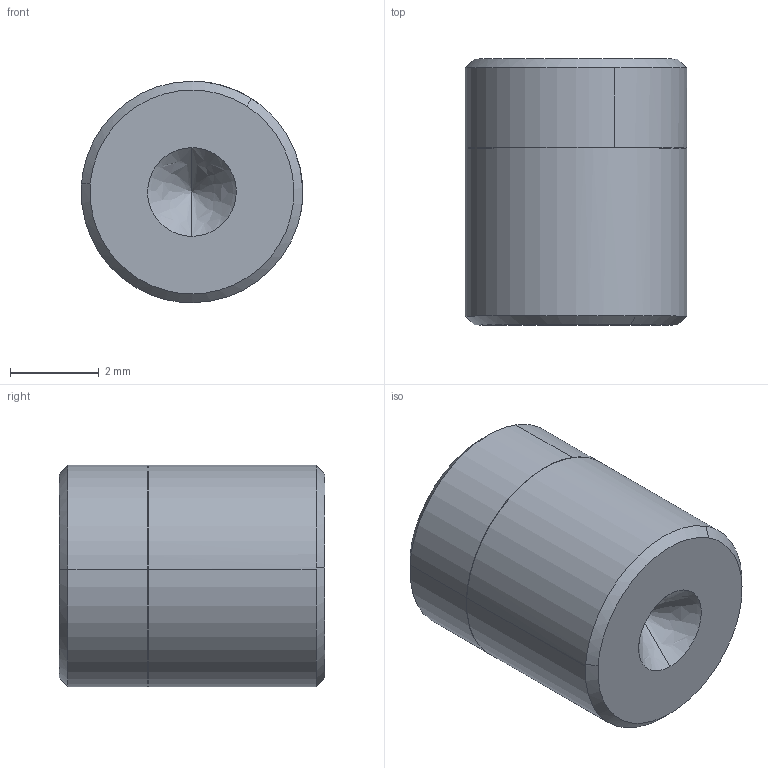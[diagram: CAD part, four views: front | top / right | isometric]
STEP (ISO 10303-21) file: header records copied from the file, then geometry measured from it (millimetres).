
FILE_DESCRIPTION((''),'2;1');
FILE_NAME('','2005-07-15T10:19:10',(''),(''),'','CADfix','');
FILE_SCHEMA(('AUTOMOTIVE_DESIGN'));
Length unit declared in the file: millimetre
Products named in the file (1): body
Bounding box: 4.99 x 6 x 5 mm (x, y, z)
Volume: 116.3 mm3; surface area: 137.1 mm2
Topology: 1 solids, 1 shells, 16 faces, 51 edges, 38 vertices
Faces by surface type: bspline 16
Entity records: 643 total; most frequent: CARTESIAN_POINT 366, ORIENTED_EDGE 98, EDGE_CURVE 49, VERTEX_POINT 38, EDGE_LOOP 19, FACE_OUTER_BOUND 16, ADVANCED_FACE 16, QUASI_UNIFORM_CURVE 12
